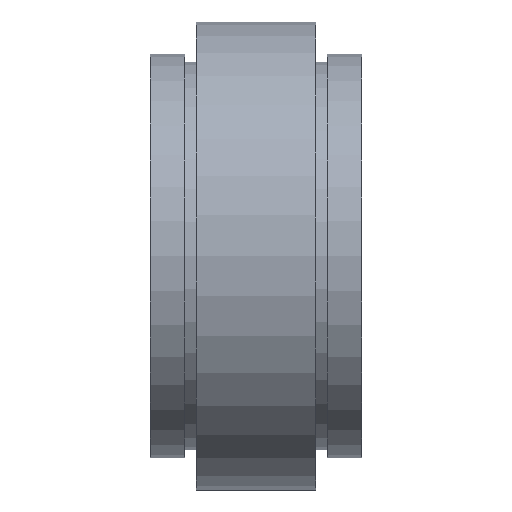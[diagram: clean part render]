
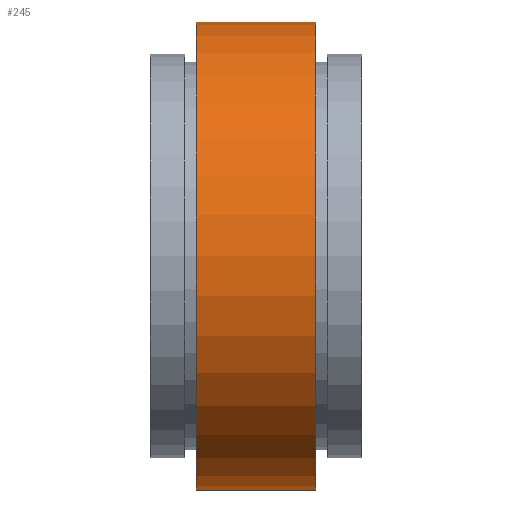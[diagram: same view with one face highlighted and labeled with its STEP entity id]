
A CAD part, top view. The second image highlights one B-rep face of the part: STEP entity #245.
In plain terms, the highlighted cylindrical face has radius 15.25 mm (diameter 30.5 mm), a partial arc.
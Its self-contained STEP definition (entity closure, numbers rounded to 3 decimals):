
#12 = LINE ( 'NONE', #424, #371 ) ;
#21 = EDGE_CURVE ( 'NONE', #527, #459, #12, .T. ) ;
#35 = VERTEX_POINT ( 'NONE', #373 ) ;
#64 = DIRECTION ( 'NONE',  ( 1., 0., 0. ) ) ;
#67 = ORIENTED_EDGE ( 'NONE', *, *, #21, .T. ) ;
#68 = VECTOR ( 'NONE', #256, 1000. ) ;
#112 = DIRECTION ( 'NONE',  ( 0., 1., 0. ) ) ;
#133 = DIRECTION ( 'NONE',  ( 1., 0., 0. ) ) ;
#145 = ORIENTED_EDGE ( 'NONE', *, *, #533, .F. ) ;
#151 = CARTESIAN_POINT ( 'NONE',  ( 3.89, 0., 0. ) ) ;
#157 = CIRCLE ( 'NONE', #484, 15.25 ) ;
#158 = DIRECTION ( 'NONE',  ( 0., 1., 0. ) ) ;
#162 = LINE ( 'NONE', #418, #68 ) ;
#198 = CYLINDRICAL_SURFACE ( 'NONE', #379, 15.25 ) ;
#244 = FACE_OUTER_BOUND ( 'NONE', #334, .T. ) ;
#245 = ADVANCED_FACE ( 'NONE', ( #244 ), #198, .T. ) ;
#256 = DIRECTION ( 'NONE',  ( 1., 0., 0. ) ) ;
#276 = DIRECTION ( 'NONE',  ( 0., 1., 0. ) ) ;
#277 = VERTEX_POINT ( 'NONE', #397 ) ;
#292 = EDGE_CURVE ( 'NONE', #277, #527, #157, .T. ) ;
#328 = ORIENTED_EDGE ( 'NONE', *, *, #402, .F. ) ;
#334 = EDGE_LOOP ( 'NONE', ( #359, #67, #145, #328 ) ) ;
#359 = ORIENTED_EDGE ( 'NONE', *, *, #292, .T. ) ;
#361 = CARTESIAN_POINT ( 'NONE',  ( -3.89, 0., 0. ) ) ;
#366 = DIRECTION ( 'NONE',  ( 1., 0., 0. ) ) ;
#371 = VECTOR ( 'NONE', #133, 1000. ) ;
#373 = CARTESIAN_POINT ( 'NONE',  ( 3.89, 15.25, 0. ) ) ;
#374 = CIRCLE ( 'NONE', #495, 15.25 ) ;
#379 = AXIS2_PLACEMENT_3D ( 'NONE', #443, #366, #276 ) ;
#397 = CARTESIAN_POINT ( 'NONE',  ( -3.89, 15.25, 0. ) ) ;
#402 = EDGE_CURVE ( 'NONE', #277, #35, #162, .T. ) ;
#418 = CARTESIAN_POINT ( 'NONE',  ( 6.89, 15.25, 0. ) ) ;
#424 = CARTESIAN_POINT ( 'NONE',  ( 6.89, -15.25, 0. ) ) ;
#443 = CARTESIAN_POINT ( 'NONE',  ( 6.89, 0., 0. ) ) ;
#445 = CARTESIAN_POINT ( 'NONE',  ( -3.89, -15.25, 0. ) ) ;
#456 = CARTESIAN_POINT ( 'NONE',  ( 3.89, -15.25, 0. ) ) ;
#459 = VERTEX_POINT ( 'NONE', #456 ) ;
#484 = AXIS2_PLACEMENT_3D ( 'NONE', #361, #529, #158 ) ;
#495 = AXIS2_PLACEMENT_3D ( 'NONE', #151, #64, #112 ) ;
#527 = VERTEX_POINT ( 'NONE', #445 ) ;
#529 = DIRECTION ( 'NONE',  ( 1., 0., 0. ) ) ;
#533 = EDGE_CURVE ( 'NONE', #35, #459, #374, .T. ) ;
